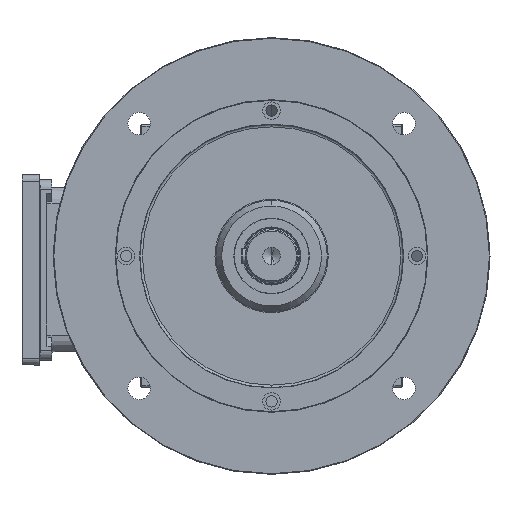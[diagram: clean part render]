
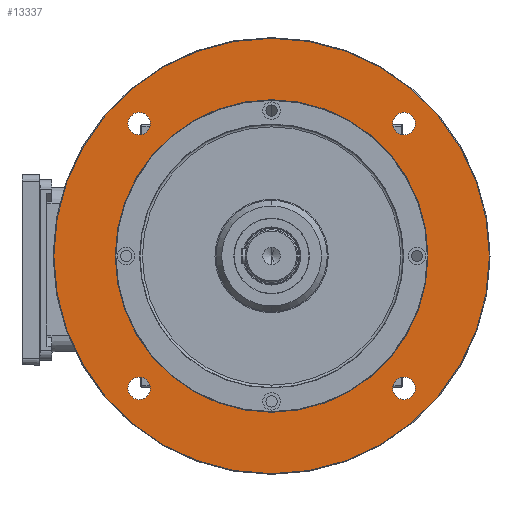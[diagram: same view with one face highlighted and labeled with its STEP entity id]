
A CAD part, left-side view. The second image highlights one B-rep face of the part: STEP entity #13337.
In plain terms, the highlighted face is planar.
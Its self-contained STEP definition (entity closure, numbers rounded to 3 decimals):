
#338 = CARTESIAN_POINT ( 'NONE',  ( 4., 0., 0. ) ) ;
#1934 = CARTESIAN_POINT ( 'NONE',  ( 4., 0., 0. ) ) ;
#3693 = EDGE_LOOP ( 'NONE', ( #46206, #146681 ) ) ;
#4091 = CARTESIAN_POINT ( 'NONE',  ( 4., 0., 174.5 ) ) ;
#4392 = VERTEX_POINT ( 'NONE', #84359 ) ;
#4843 = VERTEX_POINT ( 'NONE', #125416 ) ;
#5763 = AXIS2_PLACEMENT_3D ( 'NONE', #1934, #129206, #10556 ) ;
#6139 = VERTEX_POINT ( 'NONE', #146773 ) ;
#10155 = ORIENTED_EDGE ( 'NONE', *, *, #71885, .T. ) ;
#10556 = DIRECTION ( 'NONE',  ( 0., 0., -1. ) ) ;
#13223 = ORIENTED_EDGE ( 'NONE', *, *, #78438, .F. ) ;
#13337 = ADVANCED_FACE ( 'NONE', ( #111965, #124872, #125785, #168250, #53917, #56634 ), #98138, .T. ) ;
#14702 = CIRCLE ( 'NONE', #82503, 9. ) ;
#16542 = DIRECTION ( 'NONE',  ( 0., 0., -1. ) ) ;
#18286 = AXIS2_PLACEMENT_3D ( 'NONE', #338, #28962, #156239 ) ;
#19591 = CARTESIAN_POINT ( 'NONE',  ( 4., -106.066, 97.066 ) ) ;
#19871 = CARTESIAN_POINT ( 'NONE',  ( 4., -106.066, 106.066 ) ) ;
#20101 = EDGE_CURVE ( 'NONE', #80238, #4843, #74793, .T. ) ;
#22967 = DIRECTION ( 'NONE',  ( 0., 0., -1. ) ) ;
#23536 = DIRECTION ( 'NONE',  ( 0., 0., -1. ) ) ;
#26663 = AXIS2_PLACEMENT_3D ( 'NONE', #159477, #172405, #16542 ) ;
#28055 = CARTESIAN_POINT ( 'NONE',  ( 4., -106.066, 115.066 ) ) ;
#28962 = DIRECTION ( 'NONE',  ( -1., 0., 0. ) ) ;
#32578 = CARTESIAN_POINT ( 'NONE',  ( 4., 106.066, 106.066 ) ) ;
#32818 = VERTEX_POINT ( 'NONE', #38604 ) ;
#35588 = CARTESIAN_POINT ( 'NONE',  ( 4., -106.066, 106.066 ) ) ;
#36824 = CARTESIAN_POINT ( 'NONE',  ( 4., 106.066, 106.066 ) ) ;
#38388 = CARTESIAN_POINT ( 'NONE',  ( 4., -106.066, -106.066 ) ) ;
#38604 = CARTESIAN_POINT ( 'NONE',  ( 4., 0., -174.5 ) ) ;
#46206 = ORIENTED_EDGE ( 'NONE', *, *, #114571, .F. ) ;
#46780 = EDGE_LOOP ( 'NONE', ( #156349, #10155 ) ) ;
#47291 = DIRECTION ( 'NONE',  ( 1., 0., 0. ) ) ;
#49439 = CIRCLE ( 'NONE', #93544, 9. ) ;
#53917 = FACE_BOUND ( 'NONE', #46780, .T. ) ;
#54991 = DIRECTION ( 'NONE',  ( 0., 0., -1. ) ) ;
#56634 = FACE_OUTER_BOUND ( 'NONE', #171130, .T. ) ;
#56663 = DIRECTION ( 'NONE',  ( 0., 0., -1. ) ) ;
#56818 = CARTESIAN_POINT ( 'NONE',  ( 4., 106.066, -106.066 ) ) ;
#57126 = CIRCLE ( 'NONE', #107161, 125.25 ) ;
#61987 = EDGE_CURVE ( 'NONE', #147647, #115470, #82491, .T. ) ;
#62915 = AXIS2_PLACEMENT_3D ( 'NONE', #56818, #127815, #54991 ) ;
#66445 = ORIENTED_EDGE ( 'NONE', *, *, #61987, .F. ) ;
#71885 = EDGE_CURVE ( 'NONE', #133312, #117308, #57126, .T. ) ;
#73797 = CIRCLE ( 'NONE', #26663, 174.5 ) ;
#74164 = VERTEX_POINT ( 'NONE', #4091 ) ;
#74793 = CIRCLE ( 'NONE', #145522, 9. ) ;
#78438 = EDGE_CURVE ( 'NONE', #115470, #147647, #49439, .T. ) ;
#79472 = AXIS2_PLACEMENT_3D ( 'NONE', #35588, #119453, #23536 ) ;
#80238 = VERTEX_POINT ( 'NONE', #96156 ) ;
#81030 = EDGE_CURVE ( 'NONE', #4392, #180066, #150285, .T. ) ;
#82491 = CIRCLE ( 'NONE', #79472, 9. ) ;
#82503 = AXIS2_PLACEMENT_3D ( 'NONE', #113714, #102612, #170001 ) ;
#84359 = CARTESIAN_POINT ( 'NONE',  ( 4., 106.066, -97.066 ) ) ;
#85639 = CARTESIAN_POINT ( 'NONE',  ( 4., 0., -125.25 ) ) ;
#91543 = DIRECTION ( 'NONE',  ( 0., 0., -1. ) ) ;
#92222 = DIRECTION ( 'NONE',  ( 0., 0., -1. ) ) ;
#92608 = EDGE_CURVE ( 'NONE', #4843, #80238, #14702, .T. ) ;
#93544 = AXIS2_PLACEMENT_3D ( 'NONE', #19871, #160977, #160095 ) ;
#94755 = EDGE_LOOP ( 'NONE', ( #135807, #133114 ) ) ;
#95441 = DIRECTION ( 'NONE',  ( 0., 0., -1. ) ) ;
#96156 = CARTESIAN_POINT ( 'NONE',  ( 4., -106.066, -115.066 ) ) ;
#97315 = EDGE_LOOP ( 'NONE', ( #66445, #13223 ) ) ;
#97895 = ORIENTED_EDGE ( 'NONE', *, *, #172320, .T. ) ;
#98138 = PLANE ( 'NONE',  #148413 ) ;
#102612 = DIRECTION ( 'NONE',  ( 1., 0., 0. ) ) ;
#105622 = EDGE_CURVE ( 'NONE', #180066, #4392, #142483, .T. ) ;
#107161 = AXIS2_PLACEMENT_3D ( 'NONE', #113822, #111078, #56663 ) ;
#108940 = ORIENTED_EDGE ( 'NONE', *, *, #151001, .T. ) ;
#109698 = EDGE_LOOP ( 'NONE', ( #160050, #110448 ) ) ;
#110448 = ORIENTED_EDGE ( 'NONE', *, *, #105622, .F. ) ;
#111078 = DIRECTION ( 'NONE',  ( -1., 0., 0. ) ) ;
#111965 = FACE_BOUND ( 'NONE', #3693, .T. ) ;
#113714 = CARTESIAN_POINT ( 'NONE',  ( 4., -106.066, -106.066 ) ) ;
#113822 = CARTESIAN_POINT ( 'NONE',  ( 4., 0., 0. ) ) ;
#114571 = EDGE_CURVE ( 'NONE', #6139, #119526, #156039, .T. ) ;
#115196 = AXIS2_PLACEMENT_3D ( 'NONE', #32578, #47291, #91543 ) ;
#115445 = CIRCLE ( 'NONE', #18286, 125.25 ) ;
#115470 = VERTEX_POINT ( 'NONE', #19591 ) ;
#117308 = VERTEX_POINT ( 'NONE', #136881 ) ;
#119453 = DIRECTION ( 'NONE',  ( 1., 0., 0. ) ) ;
#119526 = VERTEX_POINT ( 'NONE', #139890 ) ;
#122276 = DIRECTION ( 'NONE',  ( 1., 0., 0. ) ) ;
#124872 = FACE_BOUND ( 'NONE', #97315, .T. ) ;
#125416 = CARTESIAN_POINT ( 'NONE',  ( 4., -106.066, -97.066 ) ) ;
#125785 = FACE_BOUND ( 'NONE', #94755, .T. ) ;
#127815 = DIRECTION ( 'NONE',  ( 1., 0., 0. ) ) ;
#129206 = DIRECTION ( 'NONE',  ( 1., 0., 0. ) ) ;
#133114 = ORIENTED_EDGE ( 'NONE', *, *, #20101, .F. ) ;
#133312 = VERTEX_POINT ( 'NONE', #85639 ) ;
#134631 = CARTESIAN_POINT ( 'NONE',  ( 4., 106.066, -106.066 ) ) ;
#135807 = ORIENTED_EDGE ( 'NONE', *, *, #92608, .F. ) ;
#136389 = DIRECTION ( 'NONE',  ( 1., 0., 0. ) ) ;
#136881 = CARTESIAN_POINT ( 'NONE',  ( 4., 0., 125.25 ) ) ;
#139890 = CARTESIAN_POINT ( 'NONE',  ( 4., 106.066, 97.066 ) ) ;
#142483 = CIRCLE ( 'NONE', #62915, 9. ) ;
#145522 = AXIS2_PLACEMENT_3D ( 'NONE', #38388, #122276, #167450 ) ;
#146681 = ORIENTED_EDGE ( 'NONE', *, *, #161587, .F. ) ;
#146773 = CARTESIAN_POINT ( 'NONE',  ( 4., 106.066, 115.066 ) ) ;
#147647 = VERTEX_POINT ( 'NONE', #28055 ) ;
#148413 = AXIS2_PLACEMENT_3D ( 'NONE', #166444, #167331, #95441 ) ;
#150224 = CIRCLE ( 'NONE', #5763, 174.5 ) ;
#150285 = CIRCLE ( 'NONE', #167925, 9. ) ;
#151001 = EDGE_CURVE ( 'NONE', #32818, #74164, #150224, .T. ) ;
#156039 = CIRCLE ( 'NONE', #182460, 9. ) ;
#156239 = DIRECTION ( 'NONE',  ( 0., 0., -1. ) ) ;
#156349 = ORIENTED_EDGE ( 'NONE', *, *, #162639, .T. ) ;
#159477 = CARTESIAN_POINT ( 'NONE',  ( 4., 0., 0. ) ) ;
#160050 = ORIENTED_EDGE ( 'NONE', *, *, #81030, .F. ) ;
#160095 = DIRECTION ( 'NONE',  ( 0., 0., -1. ) ) ;
#160977 = DIRECTION ( 'NONE',  ( 1., 0., 0. ) ) ;
#161587 = EDGE_CURVE ( 'NONE', #119526, #6139, #168239, .T. ) ;
#162309 = DIRECTION ( 'NONE',  ( 1., 0., 0. ) ) ;
#162639 = EDGE_CURVE ( 'NONE', #117308, #133312, #115445, .T. ) ;
#166444 = CARTESIAN_POINT ( 'NONE',  ( 4., 175., 0. ) ) ;
#167331 = DIRECTION ( 'NONE',  ( 1., 0., 0. ) ) ;
#167450 = DIRECTION ( 'NONE',  ( 0., 0., -1. ) ) ;
#167925 = AXIS2_PLACEMENT_3D ( 'NONE', #134631, #162309, #92222 ) ;
#168239 = CIRCLE ( 'NONE', #115196, 9. ) ;
#168250 = FACE_BOUND ( 'NONE', #109698, .T. ) ;
#170001 = DIRECTION ( 'NONE',  ( 0., 0., -1. ) ) ;
#171130 = EDGE_LOOP ( 'NONE', ( #97895, #108940 ) ) ;
#171314 = CARTESIAN_POINT ( 'NONE',  ( 4., 106.066, -115.066 ) ) ;
#172320 = EDGE_CURVE ( 'NONE', #74164, #32818, #73797, .T. ) ;
#172405 = DIRECTION ( 'NONE',  ( 1., 0., 0. ) ) ;
#180066 = VERTEX_POINT ( 'NONE', #171314 ) ;
#182460 = AXIS2_PLACEMENT_3D ( 'NONE', #36824, #136389, #22967 ) ;
